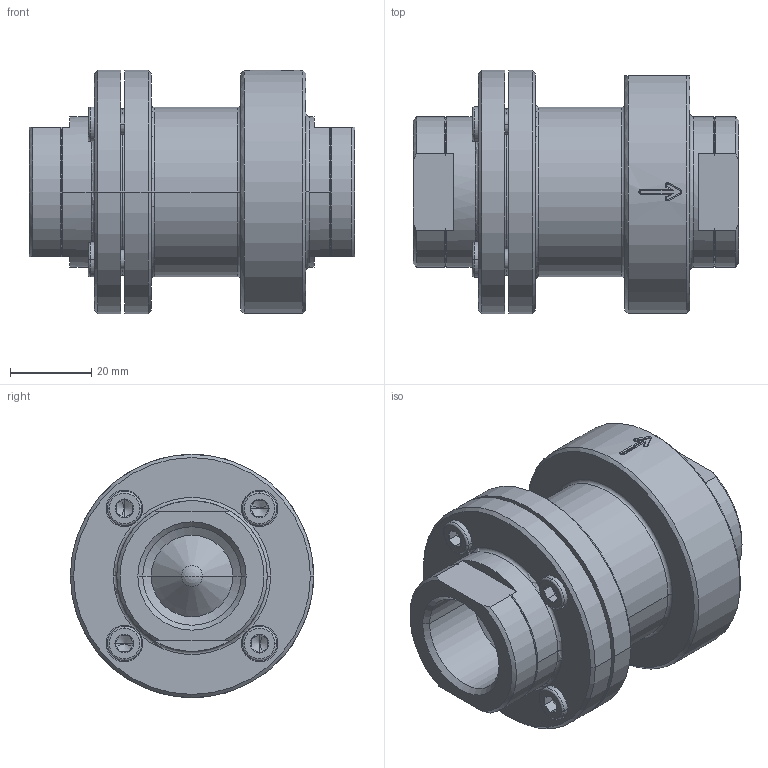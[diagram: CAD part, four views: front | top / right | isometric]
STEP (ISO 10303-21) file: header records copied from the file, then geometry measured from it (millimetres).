
FILE_DESCRIPTION((''),'2;1');
FILE_NAME('PGV-731-B77-3-4XP_ASM','2013-06-12T',('avs330'),(''),'PRO/ENGINEER BY PARAMETRIC TECHNOLOGY CORPORATION, 2010430','PRO/ENGINEER BY PARAMETRIC TECHNOLOGY CORPORATION, 2010430','');
FILE_SCHEMA(('CONFIG_CONTROL_DESIGN'));
Length unit declared in the file: millimetre
Products named in the file (5): 506100B_XGV-7310-0G7-D2000-11; 610846B_XGV-1000-000-D20BP-04; 506011B_XGV-7000-070-3-400-03; 505249_ZYL-SCHRAUBE_M5X10; PGV-731-B77-3-4XP_ASM
Assembly tree (7 placements, depth 2):
  PGV-731-B77-3-4XP_ASM
    506100B_XGV-7310-0G7-D2000-11
    610846B_XGV-1000-000-D20BP-04
    506011B_XGV-7000-070-3-400-03
    505249_ZYL-SCHRAUBE_M5X10  x4
Bounding box: 80 x 59.8 x 59.8 mm (x, y, z)
Volume: 103657.1 mm3; surface area: 49587.7 mm2
Topology: 7 solids, 7 shells, 580 faces, 1650 edges, 994 vertices
Faces by surface type: plane 266, cone 183, cylinder 91, torus 28, bspline 8, sphere 4
Entity records: 18001 total; most frequent: CARTESIAN_POINT 4886, ORIENTED_EDGE 2888, DIRECTION 2720, EDGE_CURVE 1444, AXIS2_PLACEMENT_3D 1157, VERTEX_POINT 871, CIRCLE 654, EDGE_LOOP 535
